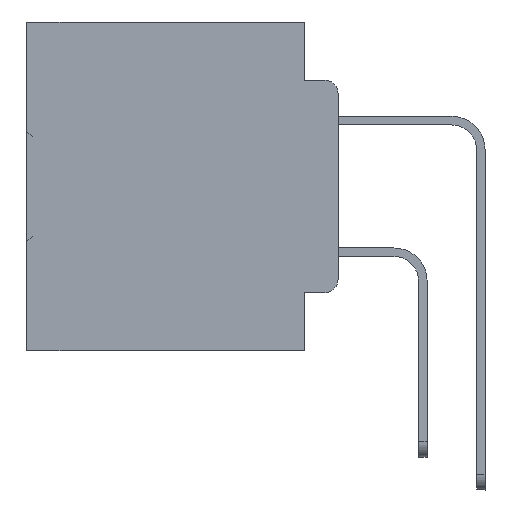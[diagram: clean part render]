
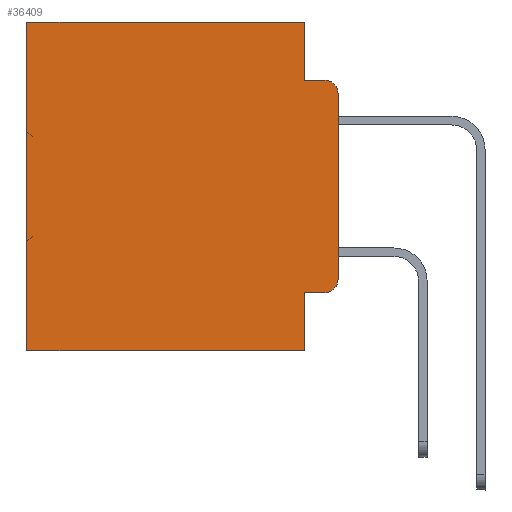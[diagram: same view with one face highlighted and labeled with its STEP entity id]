
A CAD part, left-side view. The second image highlights one B-rep face of the part: STEP entity #36409.
In plain terms, the highlighted planar face has unit normal (-1, 0, 0).
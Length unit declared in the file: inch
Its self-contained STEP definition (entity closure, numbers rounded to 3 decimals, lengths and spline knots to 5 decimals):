
#378 = ORIENTED_EDGE ( 'NONE', *, *, #17827, .T. ) ;
#510 = CARTESIAN_POINT ( 'NONE',  ( 0.298, 0., -0.3915 ) ) ;
#761 = VERTEX_POINT ( 'NONE', #20164 ) ;
#1282 = VECTOR ( 'NONE', #11272, 39.37008 ) ;
#1595 = CARTESIAN_POINT ( 'NONE',  ( 0.298, 0.051, -0.4115 ) ) ;
#1634 = EDGE_CURVE ( 'NONE', #12312, #21755, #16458, .T. ) ;
#3109 = VECTOR ( 'NONE', #27725, 39.37008 ) ;
#3608 = DIRECTION ( 'NONE',  ( -1., 0., 0. ) ) ;
#4112 = FACE_OUTER_BOUND ( 'NONE', #33882, .T. ) ;
#4774 = AXIS2_PLACEMENT_3D ( 'NONE', #24280, #34208, #14953 ) ;
#5215 = ORIENTED_EDGE ( 'NONE', *, *, #27307, .T. ) ;
#5389 = CARTESIAN_POINT ( 'NONE',  ( 0.298, 0.051, 0. ) ) ;
#6063 = CARTESIAN_POINT ( 'NONE',  ( 0.298, 0., 0. ) ) ;
#6655 = ORIENTED_EDGE ( 'NONE', *, *, #23788, .T. ) ;
#6731 = DIRECTION ( 'NONE',  ( 1., 0., 0. ) ) ;
#7037 = EDGE_CURVE ( 'NONE', #12312, #19132, #27412, .T. ) ;
#8116 = CARTESIAN_POINT ( 'NONE',  ( 0.298, 0.02, -0.4115 ) ) ;
#8548 = DIRECTION ( 'NONE',  ( 0., -1., 0. ) ) ;
#8662 = VERTEX_POINT ( 'NONE', #33615 ) ;
#9472 = DIRECTION ( 'NONE',  ( 0., 0., -1. ) ) ;
#10885 = ORIENTED_EDGE ( 'NONE', *, *, #22610, .F. ) ;
#11150 = DIRECTION ( 'NONE',  ( 0., 1., 0. ) ) ;
#11272 = DIRECTION ( 'NONE',  ( 0., 1., 0. ) ) ;
#11383 = CARTESIAN_POINT ( 'NONE',  ( 0.298, 0.051, -0.0885 ) ) ;
#12312 = VERTEX_POINT ( 'NONE', #39432 ) ;
#12674 = VERTEX_POINT ( 'NONE', #38792 ) ;
#13615 = CARTESIAN_POINT ( 'NONE',  ( 0.298, 0., 0. ) ) ;
#14033 = DIRECTION ( 'NONE',  ( 0., 0., -1. ) ) ;
#14192 = ORIENTED_EDGE ( 'NONE', *, *, #7037, .T. ) ;
#14541 = DIRECTION ( 'NONE',  ( 0., 0., -1. ) ) ;
#14641 = LINE ( 'NONE', #29464, #31004 ) ;
#14892 = CARTESIAN_POINT ( 'NONE',  ( 0.298, 0., -0.5 ) ) ;
#14905 = CARTESIAN_POINT ( 'NONE',  ( 0.298, 0.051, -0.0885 ) ) ;
#14953 = DIRECTION ( 'NONE',  ( 0., 0., -1. ) ) ;
#15973 = LINE ( 'NONE', #37912, #3109 ) ;
#16242 = PLANE ( 'NONE',  #26703 ) ;
#16420 = CIRCLE ( 'NONE', #39085, 0.02 ) ;
#16458 = LINE ( 'NONE', #29228, #25182 ) ;
#17586 = LINE ( 'NONE', #1595, #26717 ) ;
#17827 = EDGE_CURVE ( 'NONE', #26881, #21755, #16420, .T. ) ;
#18983 = CARTESIAN_POINT ( 'NONE',  ( 0.298, 0.02, -0.3915 ) ) ;
#19042 = EDGE_CURVE ( 'NONE', #37496, #19132, #26789, .T. ) ;
#19073 = DIRECTION ( 'NONE',  ( 0., 0., -1. ) ) ;
#19132 = VERTEX_POINT ( 'NONE', #27756 ) ;
#20164 = CARTESIAN_POINT ( 'NONE',  ( 0.298, 0.473, 0. ) ) ;
#20549 = LINE ( 'NONE', #14892, #1282 ) ;
#20681 = ORIENTED_EDGE ( 'NONE', *, *, #21627, .F. ) ;
#20933 = EDGE_CURVE ( 'NONE', #24690, #761, #21447, .T. ) ;
#21447 = LINE ( 'NONE', #6063, #27486 ) ;
#21627 = EDGE_CURVE ( 'NONE', #8662, #35425, #23448, .T. ) ;
#21674 = CARTESIAN_POINT ( 'NONE',  ( 0.298, 0.051, -0.5 ) ) ;
#21755 = VERTEX_POINT ( 'NONE', #510 ) ;
#22036 = ORIENTED_EDGE ( 'NONE', *, *, #19042, .F. ) ;
#22190 = VECTOR ( 'NONE', #8548, 39.37008 ) ;
#22610 = EDGE_CURVE ( 'NONE', #24690, #37496, #15973, .T. ) ;
#23448 = LINE ( 'NONE', #35851, #30498 ) ;
#23788 = EDGE_CURVE ( 'NONE', #761, #12674, #14641, .T. ) ;
#24194 = ORIENTED_EDGE ( 'NONE', *, *, #24610, .F. ) ;
#24280 = CARTESIAN_POINT ( 'NONE',  ( 0.298, 0.02, -0.1085 ) ) ;
#24610 = EDGE_CURVE ( 'NONE', #35425, #12674, #20549, .T. ) ;
#24690 = VERTEX_POINT ( 'NONE', #5389 ) ;
#25182 = VECTOR ( 'NONE', #38385, 39.37008 ) ;
#26703 = AXIS2_PLACEMENT_3D ( 'NONE', #13615, #6731, #19073 ) ;
#26717 = VECTOR ( 'NONE', #35452, 39.37008 ) ;
#26789 = LINE ( 'NONE', #11383, #22190 ) ;
#26881 = VERTEX_POINT ( 'NONE', #8116 ) ;
#27307 = EDGE_CURVE ( 'NONE', #8662, #26881, #17586, .T. ) ;
#27412 = CIRCLE ( 'NONE', #4774, 0.02 ) ;
#27486 = VECTOR ( 'NONE', #11150, 39.37008 ) ;
#27725 = DIRECTION ( 'NONE',  ( 0., 0., -1. ) ) ;
#27756 = CARTESIAN_POINT ( 'NONE',  ( 0.298, 0.02, -0.0885 ) ) ;
#29228 = CARTESIAN_POINT ( 'NONE',  ( 0.298, 0., 0. ) ) ;
#29340 = ORIENTED_EDGE ( 'NONE', *, *, #1634, .F. ) ;
#29356 = ORIENTED_EDGE ( 'NONE', *, *, #20933, .T. ) ;
#29464 = CARTESIAN_POINT ( 'NONE',  ( 0.298, 0.473, 0. ) ) ;
#30498 = VECTOR ( 'NONE', #14541, 39.37008 ) ;
#31004 = VECTOR ( 'NONE', #14033, 39.37008 ) ;
#33615 = CARTESIAN_POINT ( 'NONE',  ( 0.298, 0.051, -0.4115 ) ) ;
#33882 = EDGE_LOOP ( 'NONE', ( #29340, #14192, #22036, #10885, #29356, #6655, #24194, #20681, #5215, #378 ) ) ;
#34208 = DIRECTION ( 'NONE',  ( -1., 0., 0. ) ) ;
#35425 = VERTEX_POINT ( 'NONE', #21674 ) ;
#35452 = DIRECTION ( 'NONE',  ( 0., -1., 0. ) ) ;
#35851 = CARTESIAN_POINT ( 'NONE',  ( 0.298, 0.051, 0. ) ) ;
#36409 = ADVANCED_FACE ( 'NONE', ( #4112 ), #16242, .F. ) ;
#37496 = VERTEX_POINT ( 'NONE', #14905 ) ;
#37912 = CARTESIAN_POINT ( 'NONE',  ( 0.298, 0.051, 0. ) ) ;
#38385 = DIRECTION ( 'NONE',  ( 0., 0., -1. ) ) ;
#38792 = CARTESIAN_POINT ( 'NONE',  ( 0.298, 0.473, -0.5 ) ) ;
#39085 = AXIS2_PLACEMENT_3D ( 'NONE', #18983, #3608, #9472 ) ;
#39432 = CARTESIAN_POINT ( 'NONE',  ( 0.298, 0., -0.1085 ) ) ;
